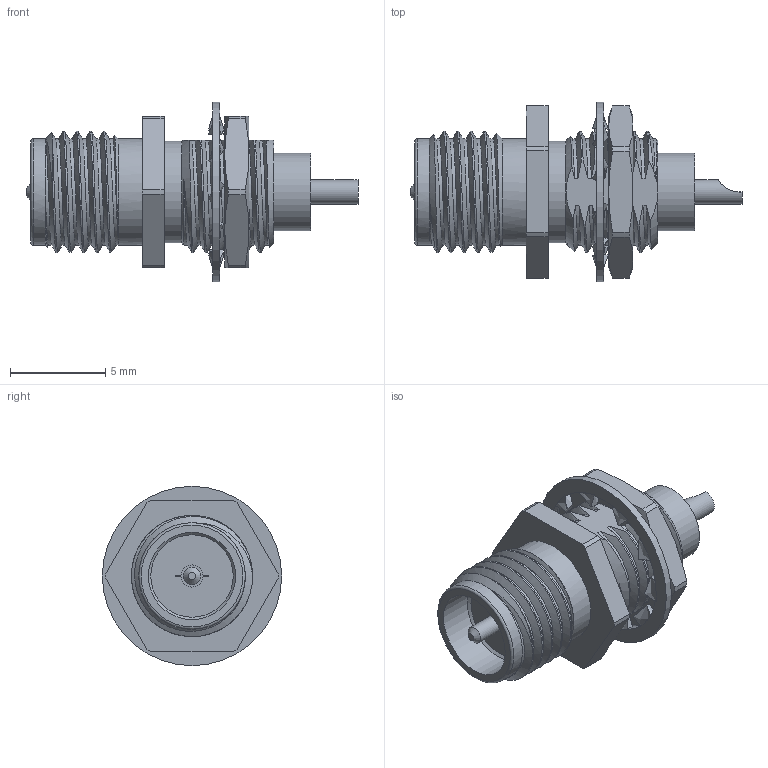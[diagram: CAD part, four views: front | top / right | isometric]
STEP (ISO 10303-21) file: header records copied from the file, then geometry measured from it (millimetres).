
FILE_DESCRIPTION (( 'STEP AP203' ), '1' );
FILE_NAME ('PE4871_3D.step', '2021-12-31T17:07:13', ( '' ), ( '' ), 'SwSTEP 2.0', 'SolidWorks 2021', '' );
FILE_SCHEMA (( 'CONFIG_CONTROL_DESIGN' ));
Length unit declared in the file: inch
Products named in the file (1): PE4871_3D
Bounding box: 17.4 x 9.4 x 9.4 mm (x, y, z)
Volume: 405.7 mm3; surface area: 713.7 mm2
Topology: 3 solids, 5 shells, 181 faces, 512 edges, 348 vertices
Faces by surface type: bspline 67, plane 49, cylinder 43, cone 21, torus 1
Full cylindrical faces by diameter (mm): 0.914 x1, 1.016 x1, 1.168 x1, 1.27 x1, 4.064 x1, 4.572 x1, 5.34 x1, 5.582 x2, 9.398 x1
Entity records: 13540 total; most frequent: CARTESIAN_POINT 9427, ORIENTED_EDGE 986, DIRECTION 614, EDGE_CURVE 493, VERTEX_POINT 343, AXIS2_PLACEMENT_3D 227, EDGE_LOOP 206, FACE_OUTER_BOUND 192
